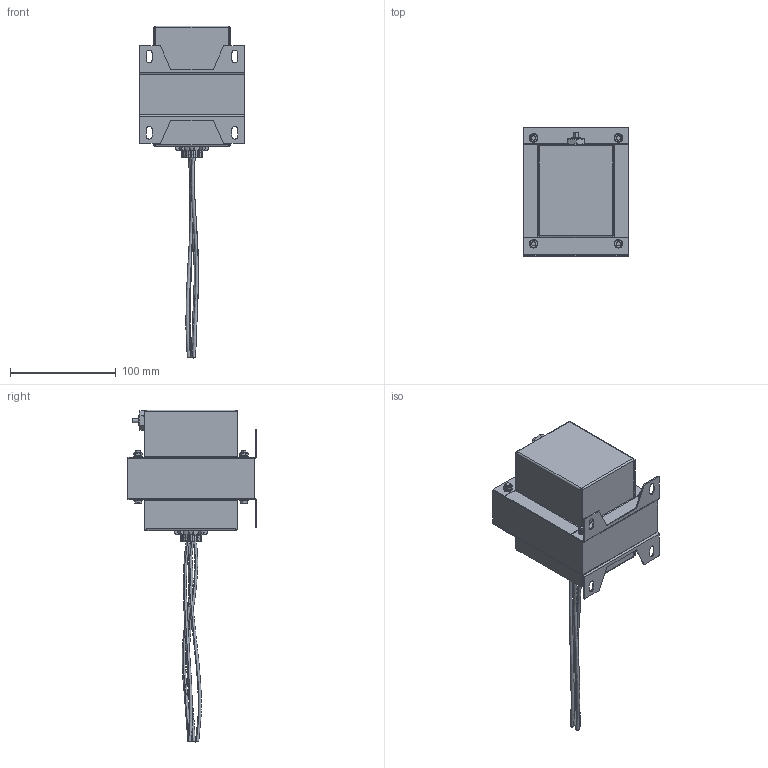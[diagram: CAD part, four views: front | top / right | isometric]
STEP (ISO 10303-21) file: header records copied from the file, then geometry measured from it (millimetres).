
FILE_DESCRIPTION (( 'STEP AP214' ), '1' );
FILE_NAME ('CCT1-150-DSCS-C.STEP', '2024-08-08T09:35:00', ( '' ), ( '' ), 'SwSTEP 2.0', 'SolidWorks 2022', '' );
FILE_SCHEMA (( 'AUTOMOTIVE_DESIGN' ));
Length unit declared in the file: inch
Products named in the file (1): CCT1-150-DSCS-C
Bounding box: 100.01 x 122 x 313.75 mm (x, y, z)
Volume: 422320.8 mm3; surface area: 168143.8 mm2
Topology: 32 solids, 32 shells, 813 faces, 1866 edges, 1107 vertices
Faces by surface type: plane 279, cylinder 275, cone 96, bspline 77, torus 50, sphere 36
Entity records: 39312 total; most frequent: CARTESIAN_POINT 10763, ORIENTED_EDGE 3680, DIRECTION 3594, EDGE_CURVE 1840, AXIS2_PLACEMENT_3D 1425, VERTEX_POINT 1097, EDGE_LOOP 889, LENGTH_MEASURE_WITH_UNIT 847
